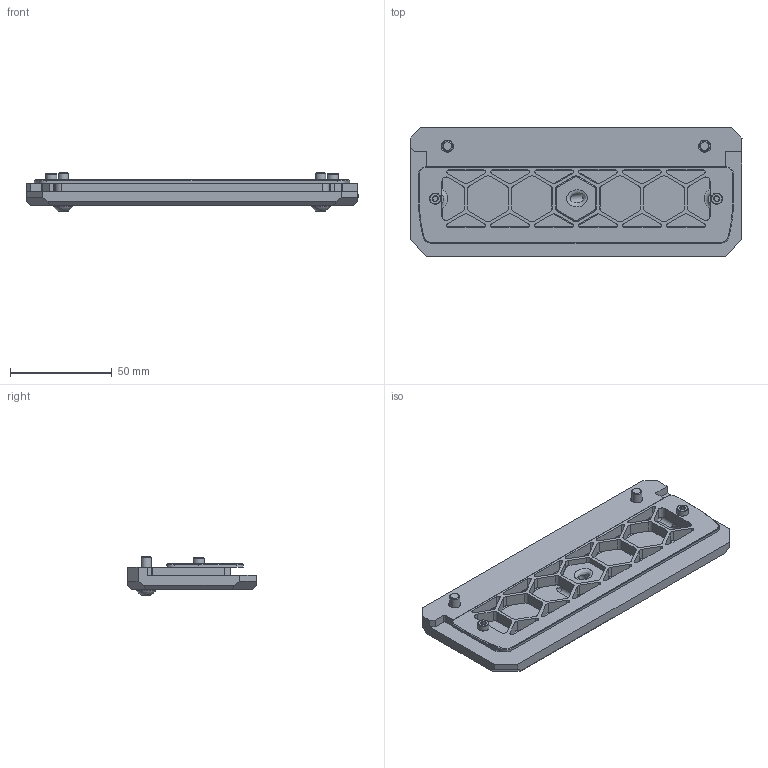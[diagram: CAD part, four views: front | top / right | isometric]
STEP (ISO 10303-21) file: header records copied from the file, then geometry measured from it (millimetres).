
FILE_DESCRIPTION(/* description */ (''),/* implementation_level */ '2;1');
FILE_NAME(/* name */ 'Nighthawk Exhaust Block Off Plate.step',/* time_stamp */ '2024-01-14T16:21:35-06:00',/* author */ (''),/* organization */ (''),/* preprocessor_version */ 'ST-DEVELOPER v20',/* originating_system */ 'Autodesk Translation Framework v12.14.0.127',/* authorisation */ '');
FILE_SCHEMA (('AUTOMOTIVE_DESIGN { 1 0 10303 214 3 1 1 }'));
Length unit declared in the file: millimetre
Products named in the file (7): Nighthawk Exhaust Block Off Plate; Block-off Plate; Exhast Grill; Hardware; M3x8 SHCS (1); M5x16 BHCS (2); M3 Threaded Insert (1)
Assembly tree (9 placements, depth 3):
  Nighthawk Exhaust Block Off Plate
    Block-off Plate
    Exhast Grill
    Hardware
      M5x16 BHCS (2)  x2
      M3x8 SHCS (1)  x2
      M3 Threaded Insert (1)  x2
Bounding box: 163 x 63 x 18.75 mm (x, y, z)
Volume: 76744.1 mm3; surface area: 41306.3 mm2
Topology: 8 solids, 8 shells, 721 faces, 1910 edges, 1237 vertices
Faces by surface type: plane 302, cylinder 193, bspline 162, cone 48, torus 10, sphere 6
Full cylindrical faces by diameter (mm): 2.9 x2, 3 x2, 3.4 x2, 4.2 x2, 4.25 x2, 4.4 x1, 4.6 x2, 4.7 x2, 5 x2, 5.2 x2, 5.5 x2, 9.5 x2
Entity records: 19663 total; most frequent: CARTESIAN_POINT 5791, ORIENTED_EDGE 2994, DIRECTION 2596, EDGE_CURVE 1497, VERTEX_POINT 970, AXIS2_PLACEMENT_3D 877, LINE 842, VECTOR 842
